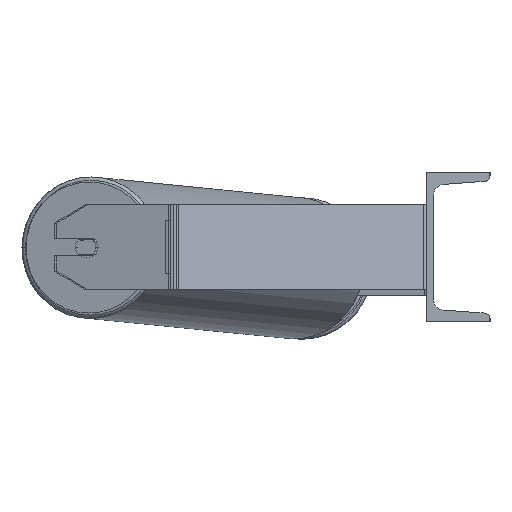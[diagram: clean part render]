
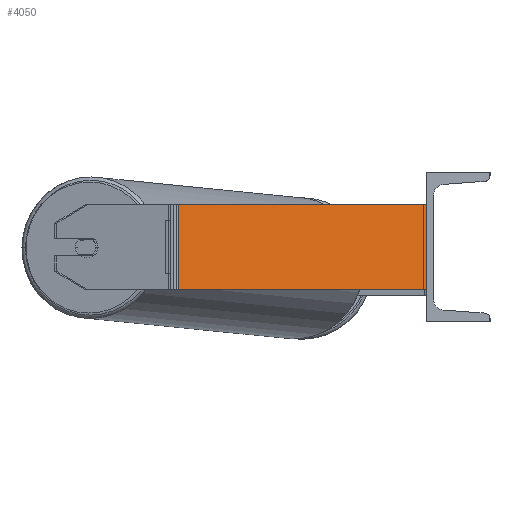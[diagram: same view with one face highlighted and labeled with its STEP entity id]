
A CAD part, left-side view. The second image highlights one B-rep face of the part: STEP entity #4050.
In plain terms, the highlighted planar face has unit normal (-0.94, -0.342, 0).
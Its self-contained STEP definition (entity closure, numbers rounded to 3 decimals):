
#47 = CARTESIAN_POINT ( 'NONE',  ( -1169.45, 232.025, 40. ) ) ;
#839 = DIRECTION ( 'NONE',  ( 0.342, -0.94, 0. ) ) ;
#898 = VERTEX_POINT ( 'NONE', #2268 ) ;
#1269 = EDGE_CURVE ( 'NONE', #2617, #898, #1469, .T. ) ;
#1428 = VECTOR ( 'NONE', #4240, 1000. ) ;
#1469 = LINE ( 'NONE', #6374, #7395 ) ;
#1569 = ORIENTED_EDGE ( 'NONE', *, *, #2839, .T. ) ;
#1599 = CARTESIAN_POINT ( 'NONE',  ( -1169.45, 232.025, -40. ) ) ;
#1707 = VERTEX_POINT ( 'NONE', #1599 ) ;
#1739 = VECTOR ( 'NONE', #4417, 1000. ) ;
#1812 = CARTESIAN_POINT ( 'NONE',  ( -1169.45, 232.025, 40. ) ) ;
#1835 = DIRECTION ( 'NONE',  ( -0.342, 0.94, 0. ) ) ;
#2095 = DIRECTION ( 'NONE',  ( 0.94, 0.342, 0. ) ) ;
#2268 = CARTESIAN_POINT ( 'NONE',  ( -1085., 0., 40. ) ) ;
#2617 = VERTEX_POINT ( 'NONE', #1812 ) ;
#2839 = EDGE_CURVE ( 'NONE', #1707, #5339, #4325, .T. ) ;
#2951 = CARTESIAN_POINT ( 'NONE',  ( -1085., 0., 40. ) ) ;
#3709 = EDGE_CURVE ( 'NONE', #2617, #1707, #7828, .T. ) ;
#3783 = ORIENTED_EDGE ( 'NONE', *, *, #3709, .T. ) ;
#3823 = VECTOR ( 'NONE', #6460, 1000. ) ;
#3922 = CARTESIAN_POINT ( 'NONE',  ( -1085., 0., -40. ) ) ;
#4050 = ADVANCED_FACE ( 'NONE', ( #8420 ), #4822, .F. ) ;
#4240 = DIRECTION ( 'NONE',  ( 0., 0., -1. ) ) ;
#4325 = LINE ( 'NONE', #5806, #1739 ) ;
#4343 = LINE ( 'NONE', #2951, #3823 ) ;
#4417 = DIRECTION ( 'NONE',  ( 0.342, -0.94, 0. ) ) ;
#4495 = EDGE_CURVE ( 'NONE', #898, #5339, #4343, .T. ) ;
#4544 = AXIS2_PLACEMENT_3D ( 'NONE', #7477, #2095, #1835 ) ;
#4822 = PLANE ( 'NONE',  #4544 ) ;
#5339 = VERTEX_POINT ( 'NONE', #3922 ) ;
#5795 = EDGE_LOOP ( 'NONE', ( #1569, #8480, #9063, #3783 ) ) ;
#5806 = CARTESIAN_POINT ( 'NONE',  ( -1171.176, 236.766, -40. ) ) ;
#6374 = CARTESIAN_POINT ( 'NONE',  ( -1171.176, 236.766, 40. ) ) ;
#6460 = DIRECTION ( 'NONE',  ( 0., 0., -1. ) ) ;
#7395 = VECTOR ( 'NONE', #839, 1000. ) ;
#7477 = CARTESIAN_POINT ( 'NONE',  ( -1171.176, 236.766, 40. ) ) ;
#7828 = LINE ( 'NONE', #47, #1428 ) ;
#8420 = FACE_OUTER_BOUND ( 'NONE', #5795, .T. ) ;
#8480 = ORIENTED_EDGE ( 'NONE', *, *, #4495, .F. ) ;
#9063 = ORIENTED_EDGE ( 'NONE', *, *, #1269, .F. ) ;
